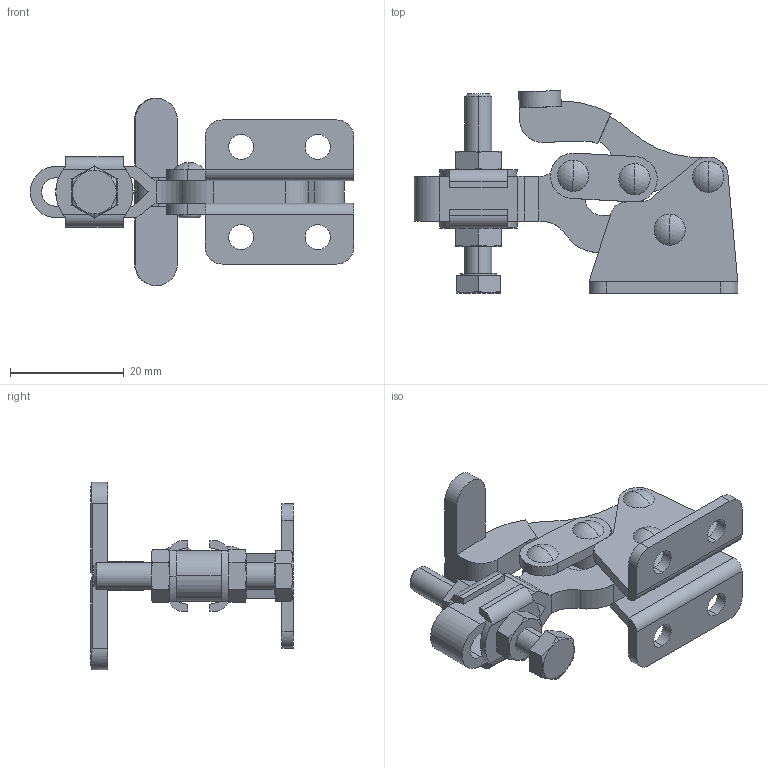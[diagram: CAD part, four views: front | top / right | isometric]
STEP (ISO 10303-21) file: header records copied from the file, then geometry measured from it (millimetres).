
FILE_DESCRIPTION (( 'STEP AP214' ), '1' );
FILE_NAME ('GH-13005-SS(Â²¤Æ).STEP', '2020-03-16T07:03:41', ( 'LinWei' ), ( '' ), 'SwSTEP 2.0', 'SolidWorks 2016', '' );
FILE_SCHEMA (( 'AUTOMOTIVE_DESIGN' ));
Length unit declared in the file: millimetre
Products named in the file (6): 11300508-1^GH-13005-SS(簡化); 11300501-2^GH-13005-SS(簡化); Group6^GH-13005-SS(簡化); Group5^GH-13005-SS(簡化); Group4^GH-13005-SS(簡化); GH-13005-SS(簡化)
Assembly tree (5 placements, depth 2):
  GH-13005-SS(簡化)
    Group4^GH-13005-SS(簡化)
    Group5^GH-13005-SS(簡化)
    Group6^GH-13005-SS(簡化)
    11300501-2^GH-13005-SS(簡化)
    11300508-1^GH-13005-SS(簡化)
Bounding box: 57 x 35.69 x 33 mm (x, y, z)
Volume: 8033.7 mm3; surface area: 10259.6 mm2
Topology: 6 solids, 6 shells, 289 faces, 727 edges, 464 vertices
Faces by surface type: plane 133, cylinder 108, cone 28, sphere 8, torus 8, bspline 4
Entity records: 9749 total; most frequent: CARTESIAN_POINT 1922, DIRECTION 1491, ORIENTED_EDGE 1446, EDGE_CURVE 723, AXIS2_PLACEMENT_3D 565, VERTEX_POINT 464, LINE 361, VECTOR 361
